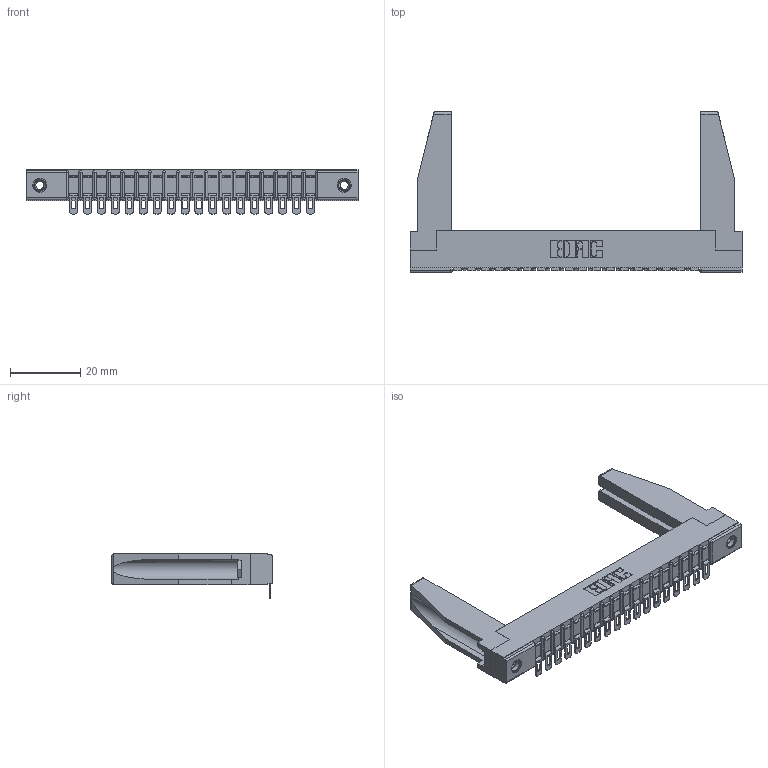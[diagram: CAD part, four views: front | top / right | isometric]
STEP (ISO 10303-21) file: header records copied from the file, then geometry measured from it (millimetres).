
FILE_DESCRIPTION (( 'STEP AP203' ), '1' );
FILE_NAME ('307-018-454-178.STEP', '2020-09-26T00:56:57', ( '' ), ( '' ), 'SwSTEP 2.0', 'SolidWorks 2020', '' );
FILE_SCHEMA (( 'CONFIG_CONTROL_DESIGN' ));
Length unit declared in the file: inch
Products named in the file (5): 307-290-002_554; 307 Part_.156 Dia Mounting Holes; 345-250-001_345-250-001-102; 307-018-454-178; 307-220-078
Assembly tree (23 placements, depth 2):
  307-018-454-178
    307 Part_.156 Dia Mounting Holes
    307-290-002_554  x18
    307-220-078  x2
    345-250-001_345-250-001-102  x2
Bounding box: 94.34 x 45.72 x 12.52 mm (x, y, z)
Volume: 10225.6 mm3; surface area: 15007.8 mm2
Topology: 23 solids, 23 shells, 1725 faces, 5207 edges, 3410 vertices
Faces by surface type: plane 982, cylinder 689, sphere 38, cone 12, torus 4
Entity records: 21794 total; most frequent: CARTESIAN_POINT 3672, ORIENTED_EDGE 3618, DIRECTION 3541, EDGE_CURVE 1809, LINE 1371, VECTOR 1371, VERTEX_POINT 1174, AXIS2_PLACEMENT_3D 1085
